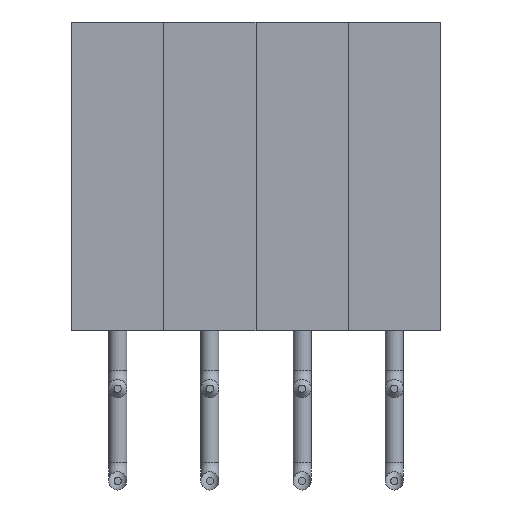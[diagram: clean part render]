
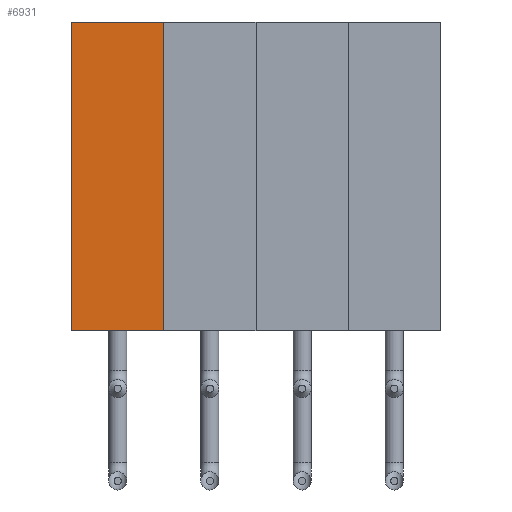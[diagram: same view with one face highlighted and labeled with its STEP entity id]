
A CAD part, front view. The second image highlights one B-rep face of the part: STEP entity #6931.
In plain terms, the highlighted planar face has unit normal (0, -1, 0).
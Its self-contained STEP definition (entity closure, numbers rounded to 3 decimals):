
#387=PLANE('',#7444);
#755=FACE_OUTER_BOUND('',#1205,.T.);
#1205=EDGE_LOOP('',(#4939,#4940,#4941,#4942));
#1655=LINE('',#10680,#2223);
#1661=LINE('',#10693,#2229);
#1672=LINE('',#10820,#2240);
#1683=LINE('',#10846,#2251);
#2223=VECTOR('',#8312,10.);
#2229=VECTOR('',#8324,10.);
#2240=VECTOR('',#8381,10.);
#2251=VECTOR('',#8414,10.);
#3061=VERTEX_POINT('',#10677);
#3062=VERTEX_POINT('',#10679);
#3066=VERTEX_POINT('',#10691);
#3079=VERTEX_POINT('',#10819);
#3722=EDGE_CURVE('',#3061,#3062,#1655,.T.);
#3729=EDGE_CURVE('',#3066,#3061,#1661,.T.);
#3754=EDGE_CURVE('',#3062,#3079,#1672,.T.);
#3767=EDGE_CURVE('',#3066,#3079,#1683,.T.);
#4939=ORIENTED_EDGE('',*,*,#3729,.F.);
#4940=ORIENTED_EDGE('',*,*,#3767,.T.);
#4941=ORIENTED_EDGE('',*,*,#3754,.F.);
#4942=ORIENTED_EDGE('',*,*,#3722,.F.);
#6931=ADVANCED_FACE('',(#755),#387,.T.);
#7444=AXIS2_PLACEMENT_3D('',#10847,#8415,#8416);
#8312=DIRECTION('',(0.,0.,1.));
#8324=DIRECTION('',(-1.,0.,0.));
#8381=DIRECTION('',(1.,0.,0.));
#8414=DIRECTION('',(0.,0.,1.));
#8415=DIRECTION('center_axis',(0.,-1.,0.));
#8416=DIRECTION('ref_axis',(1.,0.,0.));
#10677=CARTESIAN_POINT('',(0.,-2.4,0.));
#10679=CARTESIAN_POINT('',(0.,-2.4,8.5));
#10680=CARTESIAN_POINT('',(0.,-2.4,0.));
#10691=CARTESIAN_POINT('',(2.54,-2.4,0.));
#10693=CARTESIAN_POINT('',(2.54,-2.4,0.));
#10819=CARTESIAN_POINT('',(2.54,-2.4,8.5));
#10820=CARTESIAN_POINT('',(2.54,-2.4,8.5));
#10846=CARTESIAN_POINT('',(2.54,-2.4,0.));
#10847=CARTESIAN_POINT('Origin',(0.,-2.4,0.));
